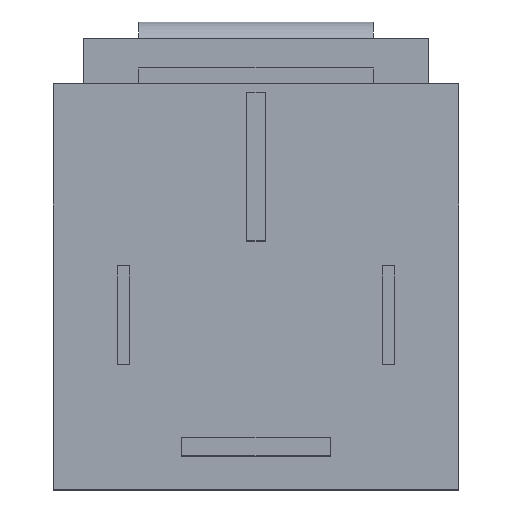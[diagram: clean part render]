
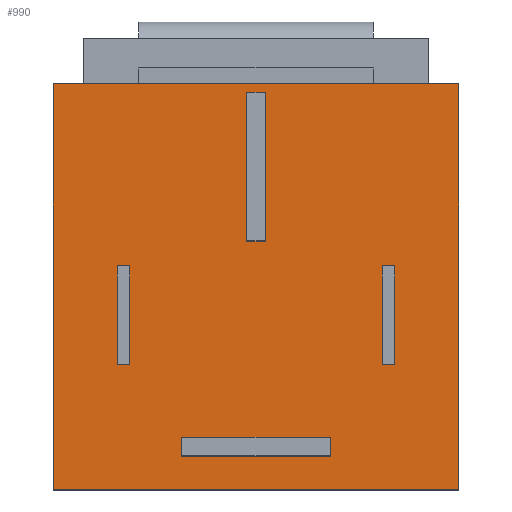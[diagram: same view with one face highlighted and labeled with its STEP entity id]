
A CAD part, top view. The second image highlights one B-rep face of the part: STEP entity #990.
In plain terms, the highlighted planar face has unit normal (0, 0, 1).
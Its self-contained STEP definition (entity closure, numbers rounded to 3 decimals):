
#96=PLANE('',#1132);
#146=FACE_OUTER_BOUND('',#211,.T.);
#211=EDGE_LOOP('',(#826,#827,#828,#829));
#291=LINE('',#1595,#402);
#303=LINE('',#1619,#414);
#304=LINE('',#1621,#415);
#305=LINE('',#1622,#416);
#402=VECTOR('',#1313,25.9);
#414=VECTOR('',#1327,25.9);
#415=VECTOR('',#1328,25.9);
#416=VECTOR('',#1329,25.9);
#519=VERTEX_POINT('',#1593);
#520=VERTEX_POINT('',#1594);
#531=VERTEX_POINT('',#1618);
#532=VERTEX_POINT('',#1620);
#625=EDGE_CURVE('',#519,#520,#291,.T.);
#637=EDGE_CURVE('',#520,#531,#303,.T.);
#638=EDGE_CURVE('',#531,#532,#304,.T.);
#639=EDGE_CURVE('',#532,#519,#305,.T.);
#826=ORIENTED_EDGE('',*,*,#637,.T.);
#827=ORIENTED_EDGE('',*,*,#638,.T.);
#828=ORIENTED_EDGE('',*,*,#639,.T.);
#829=ORIENTED_EDGE('',*,*,#625,.T.);
#990=ADVANCED_FACE('',(#146),#96,.T.);
#1132=AXIS2_PLACEMENT_3D('',#1617,#1325,#1326);
#1313=DIRECTION('',(-1.,0.,0.));
#1325=DIRECTION('center_axis',(0.,0.,1.));
#1326=DIRECTION('ref_axis',(1.,0.,0.));
#1327=DIRECTION('',(0.,-1.,0.));
#1328=DIRECTION('',(1.,0.,0.));
#1329=DIRECTION('',(0.,1.,0.));
#1593=CARTESIAN_POINT('',(12.95,12.95,0.));
#1594=CARTESIAN_POINT('',(-12.95,12.95,0.));
#1595=CARTESIAN_POINT('',(12.95,12.95,0.));
#1617=CARTESIAN_POINT('Origin',(0.,0.,0.));
#1618=CARTESIAN_POINT('',(-12.95,-12.95,0.));
#1619=CARTESIAN_POINT('',(-12.95,12.95,0.));
#1620=CARTESIAN_POINT('',(12.95,-12.95,0.));
#1621=CARTESIAN_POINT('',(-12.95,-12.95,0.));
#1622=CARTESIAN_POINT('',(12.95,-12.95,0.));
